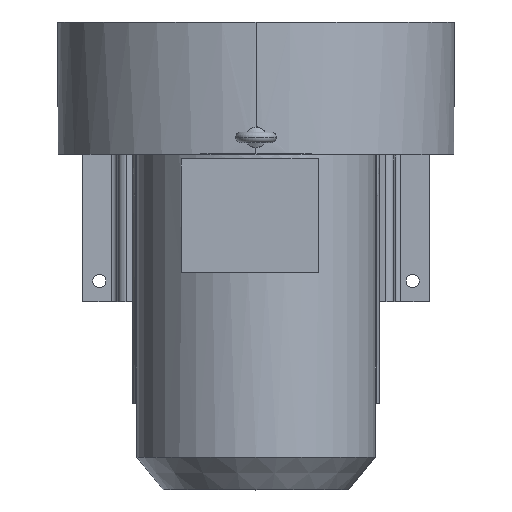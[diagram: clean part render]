
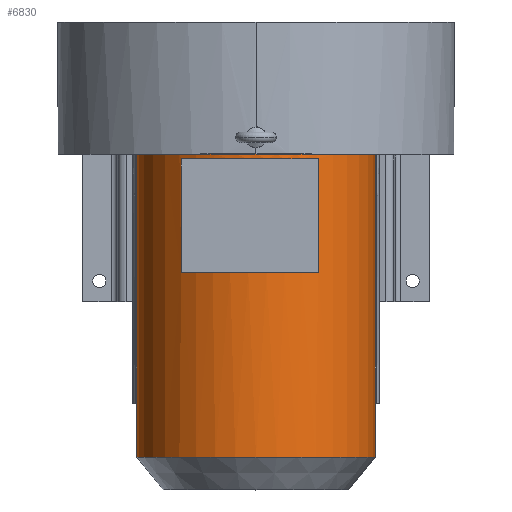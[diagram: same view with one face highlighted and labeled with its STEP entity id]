
A CAD part, top view. The second image highlights one B-rep face of the part: STEP entity #6830.
In plain terms, the highlighted cylindrical face has radius 135.5 mm (diameter 271 mm), a partial arc.
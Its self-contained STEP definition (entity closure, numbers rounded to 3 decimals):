
#193=CARTESIAN_POINT('',(0.,5.1,0.));
#194=DIRECTION('',(0.,-1.,0.));
#195=DIRECTION('',(1.,0.,0.));
#196=AXIS2_PLACEMENT_3D('',#193,#194,#195);
#2660=CARTESIAN_POINT('',(0.,-339.2,0.));
#2661=DIRECTION('',(0.,-1.,0.));
#2662=DIRECTION('',(1.,0.,0.));
#2663=AXIS2_PLACEMENT_3D('',#2660,#2661,#2662);
#2665=DIRECTION('',(0.,-1.,0.));
#2666=VECTOR('',#2665,344.3);
#2667=CARTESIAN_POINT('',(135.5,5.1,0.));
#2668=LINE('',#2667,#2666);
#2669=DIRECTION('',(0.,-1.,0.));
#2670=VECTOR('',#2669,128.855);
#2671=CARTESIAN_POINT('',(-85.004,-0.532,
105.52));
#2672=LINE('',#2671,#2670);
#2673=CARTESIAN_POINT('',(0.,-129.387,0.));
#2674=DIRECTION('',(0.,-1.,0.));
#2675=DIRECTION('',(0.522,0.,0.853));
#2676=AXIS2_PLACEMENT_3D('',#2673,#2674,#2675);
#2678=DIRECTION('',(0.,-1.,0.));
#2679=VECTOR('',#2678,128.855);
#2680=CARTESIAN_POINT('',(70.684,-0.532,
115.603));
#2681=LINE('',#2680,#2679);
#2682=CARTESIAN_POINT('',(0.,-0.532,0.));
#2683=DIRECTION('',(0.,-1.,0.));
#2684=DIRECTION('',(0.522,0.,0.853));
#2685=AXIS2_PLACEMENT_3D('',#2682,#2683,#2684);
#2710=DIRECTION('',(0.,-1.,0.));
#2711=VECTOR('',#2710,344.3);
#2712=CARTESIAN_POINT('',(-135.5,5.1,0.));
#2713=LINE('',#2712,#2711);
#3466=CARTESIAN_POINT('',(135.5,5.1,0.));
#3467=CARTESIAN_POINT('',(-135.5,5.1,0.));
#3468=VERTEX_POINT('',#3466);
#3469=VERTEX_POINT('',#3467);
#3474=CARTESIAN_POINT('',(-135.5,-339.2,0.));
#3475=CARTESIAN_POINT('',(135.5,-339.2,0.));
#3476=VERTEX_POINT('',#3474);
#3477=VERTEX_POINT('',#3475);
#3486=CARTESIAN_POINT('',(-85.004,-0.532,
105.52));
#3487=CARTESIAN_POINT('',(-85.004,-129.387,
105.52));
#3488=VERTEX_POINT('',#3486);
#3489=VERTEX_POINT('',#3487);
#3490=CARTESIAN_POINT('',(70.684,-129.387,115.603));
#3491=VERTEX_POINT('',#3490);
#3492=CARTESIAN_POINT('',(70.684,-0.532,
115.603));
#3493=VERTEX_POINT('',#3492);
#6806=CARTESIAN_POINT('',(0.,5.1,0.));
#6807=DIRECTION('',(0.,-1.,0.));
#6808=DIRECTION('',(1.,0.,0.));
#6809=AXIS2_PLACEMENT_3D('',#6806,#6807,#6808);
#6810=CYLINDRICAL_SURFACE('',#6809,135.5);
#6812=ORIENTED_EDGE('',*,*,#6811,.T.);
#6814=ORIENTED_EDGE('',*,*,#6813,.F.);
#6815=ORIENTED_EDGE('',*,*,#3563,.F.);
#6817=ORIENTED_EDGE('',*,*,#6816,.T.);
#6818=EDGE_LOOP('',(#6812,#6814,#6815,#6817));
#6819=FACE_OUTER_BOUND('',#6818,.F.);
#6821=ORIENTED_EDGE('',*,*,#6820,.T.);
#6823=ORIENTED_EDGE('',*,*,#6822,.F.);
#6825=ORIENTED_EDGE('',*,*,#6824,.F.);
#6827=ORIENTED_EDGE('',*,*,#6826,.T.);
#6828=EDGE_LOOP('',(#6821,#6823,#6825,#6827));
#6829=FACE_BOUND('',#6828,.F.);
#6830=ADVANCED_FACE('',(#6819,#6829),#6810,.T.);
#197=CIRCLE('',#196,135.5);
#2664=CIRCLE('',#2663,135.5);
#2677=CIRCLE('',#2676,135.5);
#2686=CIRCLE('',#2685,135.5);
#3563=EDGE_CURVE('',#3468,#3469,#197,.T.);
#6811=EDGE_CURVE('',#3477,#3476,#2664,.T.);
#6813=EDGE_CURVE('',#3469,#3476,#2713,.T.);
#6816=EDGE_CURVE('',#3468,#3477,#2668,.T.);
#6820=EDGE_CURVE('',#3488,#3489,#2672,.T.);
#6822=EDGE_CURVE('',#3491,#3489,#2677,.T.);
#6824=EDGE_CURVE('',#3493,#3491,#2681,.T.);
#6826=EDGE_CURVE('',#3493,#3488,#2686,.T.);
